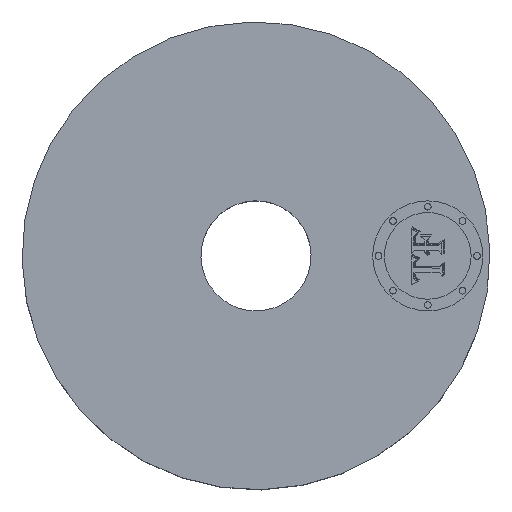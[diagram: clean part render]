
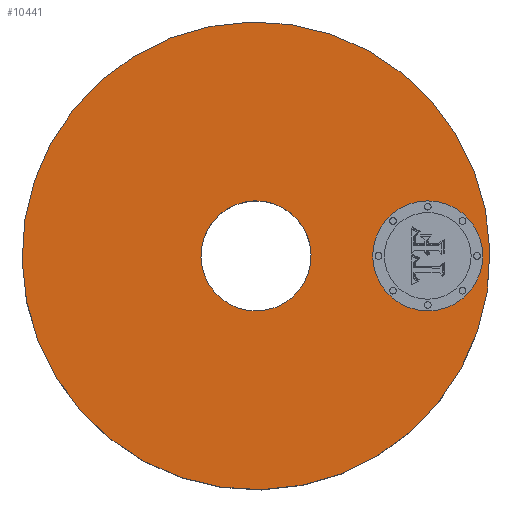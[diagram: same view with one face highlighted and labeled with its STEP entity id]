
A CAD part, top view. The second image highlights one B-rep face of the part: STEP entity #10441.
In plain terms, the highlighted planar face has unit normal (0, 0, 1).
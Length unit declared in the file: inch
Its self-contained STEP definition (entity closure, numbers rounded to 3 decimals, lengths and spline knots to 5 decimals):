
#2689=AXIS2_PLACEMENT_3D('Circle Axis2P3D',#2687,#2688,$) ;
#2708=AXIS2_PLACEMENT_3D('Circle Axis2P3D',#2706,#2707,$) ;
#3201=AXIS2_PLACEMENT_3D('Circle Axis2P3D',#3199,#3200,$) ;
#3227=AXIS2_PLACEMENT_3D('Circle Axis2P3D',#3225,#3226,$) ;
#10413=AXIS2_PLACEMENT_3D('Plane Axis2P3D',#10410,#10411,#10412) ;
#10425=AXIS2_PLACEMENT_3D('Circle Axis2P3D',#10423,#10424,$) ;
#10434=AXIS2_PLACEMENT_3D('Circle Axis2P3D',#10432,#10433,$) ;
#2684=CARTESIAN_POINT('Vertex',(-1.01878,-1.86486,1.25)) ;
#2687=CARTESIAN_POINT('Axis2P3D Location',(0.,0.,1.25)) ;
#2691=CARTESIAN_POINT('Vertex',(1.01878,1.86486,1.25)) ;
#2706=CARTESIAN_POINT('Axis2P3D Location',(0.,0.,1.25)) ;
#3199=CARTESIAN_POINT('Axis2P3D Location',(0.,0.,1.25)) ;
#3203=CARTESIAN_POINT('Vertex',(0.23971,0.43879,1.25)) ;
#3205=CARTESIAN_POINT('Vertex',(-0.23971,-0.43879,1.25)) ;
#3225=CARTESIAN_POINT('Axis2P3D Location',(0.,0.,1.25)) ;
#10410=CARTESIAN_POINT('Axis2P3D Location',(0.,0.5,1.25)) ;
#10423=CARTESIAN_POINT('Axis2P3D Location',(1.56,0.,1.25)) ;
#10427=CARTESIAN_POINT('Vertex',(1.56,-0.5,1.25)) ;
#10429=CARTESIAN_POINT('Vertex',(1.56,0.5,1.25)) ;
#10432=CARTESIAN_POINT('Axis2P3D Location',(1.56,0.,1.25)) ;
#2688=DIRECTION('Axis2P3D Direction',(0.,0.,-0.039)) ;
#2707=DIRECTION('Axis2P3D Direction',(0.,0.,-0.039)) ;
#3200=DIRECTION('Axis2P3D Direction',(0.,0.,-0.039)) ;
#3226=DIRECTION('Axis2P3D Direction',(0.,0.,-0.039)) ;
#10411=DIRECTION('Axis2P3D Direction',(0.,0.,-0.039)) ;
#10412=DIRECTION('Axis2P3D XDirection',(0.039,0.,0.)) ;
#10424=DIRECTION('Axis2P3D Direction',(0.,0.,-0.039)) ;
#10433=DIRECTION('Axis2P3D Direction',(0.,0.,-0.039)) ;
#10416=ORIENTED_EDGE('',*,*,#2710,.F.) ;
#10417=ORIENTED_EDGE('',*,*,#2693,.F.) ;
#10420=ORIENTED_EDGE('',*,*,#3229,.T.) ;
#10421=ORIENTED_EDGE('',*,*,#3207,.T.) ;
#10438=ORIENTED_EDGE('',*,*,#10431,.F.) ;
#10439=ORIENTED_EDGE('',*,*,#10436,.F.) ;
#10422=FACE_BOUND('',#10419,.T.) ;
#10440=FACE_BOUND('',#10437,.T.) ;
#10441=ADVANCED_FACE('PartBody',(#10418,#10422,#10440),#10414,.F.) ;
#2690=CIRCLE('generated circle',#2689,2.125) ;
#2709=CIRCLE('generated circle',#2708,2.125) ;
#3202=CIRCLE('generated circle',#3201,0.5) ;
#3228=CIRCLE('generated circle',#3227,0.5) ;
#10426=CIRCLE('generated circle',#10425,0.5) ;
#10435=CIRCLE('generated circle',#10434,0.5) ;
#2693=EDGE_CURVE('',#2685,#2692,#2690,.T.) ;
#2710=EDGE_CURVE('',#2692,#2685,#2709,.T.) ;
#3207=EDGE_CURVE('',#3204,#3206,#3202,.T.) ;
#3229=EDGE_CURVE('',#3206,#3204,#3228,.T.) ;
#10431=EDGE_CURVE('',#10428,#10430,#10426,.F.) ;
#10436=EDGE_CURVE('',#10430,#10428,#10435,.F.) ;
#10415=EDGE_LOOP('',(#10416,#10417)) ;
#10419=EDGE_LOOP('',(#10420,#10421)) ;
#10437=EDGE_LOOP('',(#10438,#10439)) ;
#10418=FACE_OUTER_BOUND('',#10415,.T.) ;
#10414=PLANE('',#10413) ;
#2685=VERTEX_POINT('',#2684) ;
#2692=VERTEX_POINT('',#2691) ;
#3204=VERTEX_POINT('',#3203) ;
#3206=VERTEX_POINT('',#3205) ;
#10428=VERTEX_POINT('',#10427) ;
#10430=VERTEX_POINT('',#10429) ;
